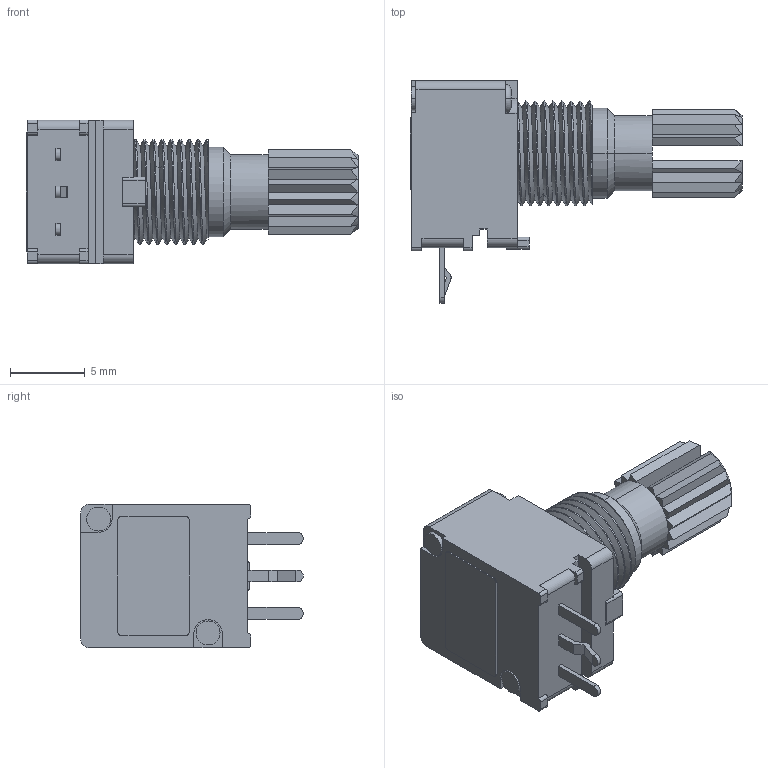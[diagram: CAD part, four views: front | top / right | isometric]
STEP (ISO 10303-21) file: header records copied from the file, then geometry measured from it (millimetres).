
FILE_DESCRIPTION((''),'2;1');
FILE_NAME('PTD901-2X15K-XXXX','2015-05-21T',('RICKB'),('Bourns, Inc.'),'PRO/ENGINEER BY PARAMETRIC TECHNOLOGY CORPORATION, 2012230','PRO/ENGINEER BY PARAMETRIC TECHNOLOGY CORPORATION, 2012230','');
FILE_SCHEMA(('CONFIG_CONTROL_DESIGN'));
Length unit declared in the file: millimetre
Products named in the file (1): PTD901-2X15K-XXXX
Bounding box: 22.15 x 14.85 x 9.6 mm (x, y, z)
Volume: 0.4 mm3; surface area: 1028.1 mm2
Topology: 2 solids, 3 shells, 192 faces, 524 edges, 346 vertices
Faces by surface type: plane 119, cylinder 54, torus 8, bspline 6, cone 4, extrusion 1
Entity records: 8667 total; most frequent: CARTESIAN_POINT 3823, ORIENTED_EDGE 1040, DIRECTION 930, EDGE_CURVE 524, VERTEX_POINT 346, VECTOR 328, LINE 327, AXIS2_PLACEMENT_3D 301
